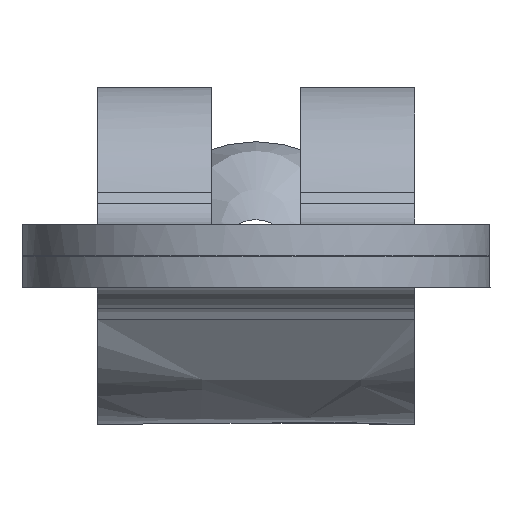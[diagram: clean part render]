
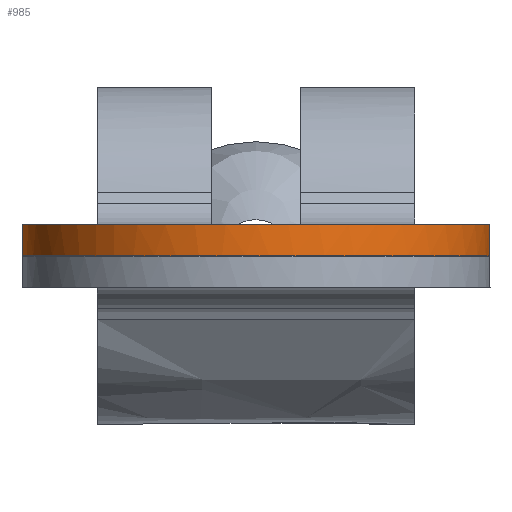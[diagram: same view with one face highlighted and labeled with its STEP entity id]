
A CAD part, left-side view. The second image highlights one B-rep face of the part: STEP entity #985.
In plain terms, the highlighted free-form (B-spline) face has degree [1, 2] with [2, 7] control points.
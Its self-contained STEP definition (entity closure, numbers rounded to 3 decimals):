
#250=CARTESIAN_POINT('',(-192.341,3.05,0.605));
#251=VERTEX_POINT('',#250);
#257=CARTESIAN_POINT('',(-192.341,-3.05,0.605));
#258=VERTEX_POINT('',#257);
#259=CARTESIAN_POINT('',(-192.341,3.05,0.605));
#260=CARTESIAN_POINT('',(-192.76,3.505,0.605));
#261=CARTESIAN_POINT('',(-193.484,4.021,0.605));
#262=CARTESIAN_POINT('',(-194.658,4.422,0.605));
#263=CARTESIAN_POINT('',(-195.528,4.531,0.605));
#264=CARTESIAN_POINT('',(-196.567,4.445,0.605));
#265=CARTESIAN_POINT('',(-197.487,4.154,0.605));
#266=CARTESIAN_POINT('',(-198.478,3.558,0.605));
#267=CARTESIAN_POINT('',(-199.283,2.756,0.605));
#268=CARTESIAN_POINT('',(-199.818,1.789,0.605));
#269=CARTESIAN_POINT('',(-200.084,0.898,0.605));
#270=CARTESIAN_POINT('',(-200.176,0.085,0.605));
#271=CARTESIAN_POINT('',(-200.104,-0.872,0.605));
#272=CARTESIAN_POINT('',(-199.811,-1.819,0.605));
#273=CARTESIAN_POINT('',(-199.251,-2.767,0.605));
#274=CARTESIAN_POINT('',(-198.523,-3.521,0.605));
#275=CARTESIAN_POINT('',(-197.541,-4.137,0.605));
#276=CARTESIAN_POINT('',(-196.486,-4.471,0.605));
#277=CARTESIAN_POINT('',(-195.301,-4.535,0.605));
#278=CARTESIAN_POINT('',(-194.272,-4.328,0.605));
#279=CARTESIAN_POINT('',(-193.222,-3.842,0.605));
#280=CARTESIAN_POINT('',(-192.646,-3.381,0.605));
#281=CARTESIAN_POINT('',(-192.341,-3.05,0.605));
#282=B_SPLINE_CURVE_WITH_KNOTS('',3,(#259,#260,#261,#262,#263,#264,#265,#266,#267,#268,#269,#270,#271,#272,#273,#274,#275,#276,#277,#278,#279,#280,#281),.UNSPECIFIED.,.F.,.U.,(4,1,1,1,1,1,1,1,1,1,1,1,1,1,1,1,1,1,1,1,4),(0.,1.854,2.612,3.708,4.466,5.73,6.573,7.921,9.101,9.859,10.702,11.544,12.724,13.651,14.831,15.842,17.106,18.117,19.381,20.224,21.572),.UNSPECIFIED.);
#283=EDGE_CURVE('',#251,#258,#282,.T.);
#919=CARTESIAN_POINT('',(-192.245,2.942,0.62));
#920=CARTESIAN_POINT('',(-192.245,2.942,-0.01));
#921=CARTESIAN_POINT('',(-195.382,6.572,0.62));
#922=CARTESIAN_POINT('',(-195.382,6.572,-0.01));
#923=CARTESIAN_POINT('',(-198.804,3.21,0.62));
#924=CARTESIAN_POINT('',(-198.804,3.21,-0.01));
#925=CARTESIAN_POINT('',(-202.226,-0.153,0.62));
#926=CARTESIAN_POINT('',(-202.226,-0.153,-0.01));
#927=CARTESIAN_POINT('',(-198.652,-3.353,0.62));
#928=CARTESIAN_POINT('',(-198.652,-3.353,-0.01));
#929=CARTESIAN_POINT('',(-195.077,-6.553,0.62));
#930=CARTESIAN_POINT('',(-195.077,-6.553,-0.01));
#931=CARTESIAN_POINT('',(-192.112,-2.781,0.62));
#932=CARTESIAN_POINT('',(-192.112,-2.781,-0.01));
#940=(BOUNDED_SURFACE()B_SPLINE_SURFACE(1,2,((#919,#921,#923,#925,#927,#929,#931),(#920,#922,#924,#926,#928,#930,#932)),.UNSPECIFIED.,.F.,.F.,.U.)B_SPLINE_SURFACE_WITH_KNOTS((2,2),(3,2,2,3),(0.0,1.0),(0.0,7.796,15.591,23.387),.UNSPECIFIED.)GEOMETRIC_REPRESENTATION_ITEM()RATIONAL_B_SPLINE_SURFACE(((1.0,0.684,1.0,0.684,1.0,0.684,1.0),(1.0,0.684,1.0,0.684,1.0,0.684,1.0)))REPRESENTATION_ITEM('')SURFACE());
#941=ORIENTED_EDGE('',*,*,#283,.F.);
#942=CARTESIAN_POINT('',(-192.341,3.05,0.005));
#943=VERTEX_POINT('',#942);
#944=CARTESIAN_POINT('',(-192.341,3.05,0.605));
#945=CARTESIAN_POINT('',(-192.341,3.05,0.005));
#946=QUASI_UNIFORM_CURVE('',1,(#944,#945),.UNSPECIFIED.,.F.,.U.);
#947=EDGE_CURVE('',#251,#943,#946,.T.);
#948=ORIENTED_EDGE('',*,*,#947,.T.);
#949=CARTESIAN_POINT('',(-192.341,-3.05,0.005));
#950=VERTEX_POINT('',#949);
#951=CARTESIAN_POINT('',(-192.341,-3.05,0.005));
#952=CARTESIAN_POINT('',(-192.646,-3.381,0.005));
#953=CARTESIAN_POINT('',(-193.244,-3.86,0.005));
#954=CARTESIAN_POINT('',(-194.171,-4.278,0.005));
#955=CARTESIAN_POINT('',(-195.02,-4.482,0.005));
#956=CARTESIAN_POINT('',(-195.979,-4.53,0.005));
#957=CARTESIAN_POINT('',(-196.954,-4.347,0.005));
#958=CARTESIAN_POINT('',(-197.808,-3.976,0.005));
#959=CARTESIAN_POINT('',(-198.582,-3.46,0.005));
#960=CARTESIAN_POINT('',(-199.231,-2.788,0.005));
#961=CARTESIAN_POINT('',(-199.829,-1.797,0.005));
#962=CARTESIAN_POINT('',(-200.163,-0.68,0.005));
#963=CARTESIAN_POINT('',(-200.163,0.453,0.005));
#964=CARTESIAN_POINT('',(-199.94,1.472,0.005));
#965=CARTESIAN_POINT('',(-199.502,2.425,0.005));
#966=CARTESIAN_POINT('',(-198.833,3.231,0.005));
#967=CARTESIAN_POINT('',(-197.988,3.89,0.005));
#968=CARTESIAN_POINT('',(-197.064,4.323,0.005));
#969=CARTESIAN_POINT('',(-196.091,4.505,0.005));
#970=CARTESIAN_POINT('',(-195.162,4.503,0.005));
#971=CARTESIAN_POINT('',(-194.191,4.308,0.005));
#972=CARTESIAN_POINT('',(-193.171,3.813,0.005));
#973=CARTESIAN_POINT('',(-192.589,3.319,0.005));
#974=CARTESIAN_POINT('',(-192.341,3.05,0.005));
#975=B_SPLINE_CURVE_WITH_KNOTS('',3,(#951,#952,#953,#954,#955,#956,#957,#958,#959,#960,#961,#962,#963,#964,#965,#966,#967,#968,#969,#970,#971,#972,#973,#974),.UNSPECIFIED.,.F.,.U.,(4,1,1,1,1,1,1,1,1,1,1,1,1,1,1,1,1,1,1,1,1,4),(0.,1.348,2.275,3.034,3.961,5.14,5.983,6.741,7.921,8.764,10.196,11.376,12.134,13.314,14.494,15.252,16.516,17.527,18.201,19.297,20.477,21.572),.UNSPECIFIED.);
#976=EDGE_CURVE('',#950,#943,#975,.T.);
#977=ORIENTED_EDGE('',*,*,#976,.F.);
#978=CARTESIAN_POINT('',(-192.341,-3.05,0.605));
#979=CARTESIAN_POINT('',(-192.341,-3.05,0.005));
#980=QUASI_UNIFORM_CURVE('',1,(#978,#979),.UNSPECIFIED.,.F.,.U.);
#981=EDGE_CURVE('',#258,#950,#980,.T.);
#982=ORIENTED_EDGE('',*,*,#981,.F.);
#983=EDGE_LOOP('',(#941,#948,#977,#982));
#984=FACE_OUTER_BOUND('',#983,.T.);
#985=ADVANCED_FACE('',(#984),#940,.T.);
